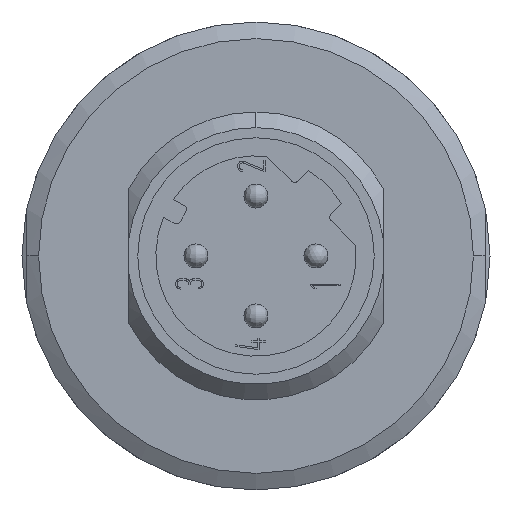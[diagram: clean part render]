
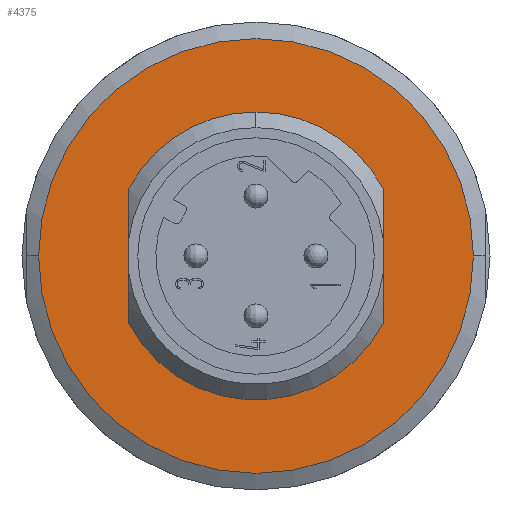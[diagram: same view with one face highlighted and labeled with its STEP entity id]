
A CAD part, front view. The second image highlights one B-rep face of the part: STEP entity #4375.
In plain terms, the highlighted planar face has unit normal (0, -1, 0).
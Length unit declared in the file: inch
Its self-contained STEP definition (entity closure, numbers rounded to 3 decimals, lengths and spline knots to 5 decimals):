
#30 = VERTEX_POINT ( 'NONE', #1003 ) ;
#60 = EDGE_CURVE ( 'NONE', #3387, #30, #407, .T. ) ;
#113 = ORIENTED_EDGE ( 'NONE', *, *, #4759, .F. ) ;
#137 = VERTEX_POINT ( 'NONE', #5285 ) ;
#204 = CIRCLE ( 'NONE', #3775, 0.23622 ) ;
#222 = EDGE_CURVE ( 'NONE', #30, #3505, #1951, .T. ) ;
#342 = CARTESIAN_POINT ( 'NONE',  ( -0.20866, 0.38583, -0.40699 ) ) ;
#370 = CARTESIAN_POINT ( 'NONE',  ( 0.00783, 0.38583, -0.40699 ) ) ;
#407 = CIRCLE ( 'NONE', #2156, 0.23622 ) ;
#644 = ORIENTED_EDGE ( 'NONE', *, *, #1923, .F. ) ;
#720 = VECTOR ( 'NONE', #5299, 39.37008 ) ;
#911 = CARTESIAN_POINT ( 'NONE',  ( 0., 0.38583, 0. ) ) ;
#946 = DIRECTION ( 'NONE',  ( 0., 1., 0. ) ) ;
#1003 = CARTESIAN_POINT ( 'NONE',  ( -0.20866, 0.38583, -0.11073 ) ) ;
#1089 = CARTESIAN_POINT ( 'NONE',  ( 0.20866, 0.38583, -0.40699 ) ) ;
#1177 = DIRECTION ( 'NONE',  ( 0., 0., -1. ) ) ;
#1332 = DIRECTION ( 'NONE',  ( 0., 0., 1. ) ) ;
#1386 = CARTESIAN_POINT ( 'NONE',  ( 0., 0.38583, 0.23622 ) ) ;
#1520 = AXIS2_PLACEMENT_3D ( 'NONE', #4330, #1857, #4757 ) ;
#1715 = VERTEX_POINT ( 'NONE', #1386 ) ;
#1857 = DIRECTION ( 'NONE',  ( 0., 1., 0. ) ) ;
#1923 = EDGE_CURVE ( 'NONE', #2873, #137, #2967, .T. ) ;
#1948 = CARTESIAN_POINT ( 'NONE',  ( 0., 0.38583, 0. ) ) ;
#1951 = LINE ( 'NONE', #342, #720 ) ;
#2026 = CARTESIAN_POINT ( 'NONE',  ( 0.20866, 0.38583, -0.11073 ) ) ;
#2036 = ORIENTED_EDGE ( 'NONE', *, *, #4577, .T. ) ;
#2068 = CARTESIAN_POINT ( 'NONE',  ( -0.35658, 0.38583, 0. ) ) ;
#2156 = AXIS2_PLACEMENT_3D ( 'NONE', #4748, #2263, #5168 ) ;
#2157 = VERTEX_POINT ( 'NONE', #4308 ) ;
#2263 = DIRECTION ( 'NONE',  ( 0., 1., 0. ) ) ;
#2266 = ORIENTED_EDGE ( 'NONE', *, *, #60, .T. ) ;
#2364 = DIRECTION ( 'NONE',  ( -1., 0., 0. ) ) ;
#2771 = FACE_OUTER_BOUND ( 'NONE', #4558, .T. ) ;
#2818 = PLANE ( 'NONE',  #4780 ) ;
#2873 = VERTEX_POINT ( 'NONE', #2068 ) ;
#2967 = CIRCLE ( 'NONE', #4482, 0.35658 ) ;
#3029 = FACE_BOUND ( 'NONE', #3875, .T. ) ;
#3037 = VECTOR ( 'NONE', #3986, 39.37008 ) ;
#3292 = CIRCLE ( 'NONE', #1520, 0.35658 ) ;
#3364 = CARTESIAN_POINT ( 'NONE',  ( -0.20866, 0.38583, 0.11073 ) ) ;
#3387 = VERTEX_POINT ( 'NONE', #2026 ) ;
#3427 = CARTESIAN_POINT ( 'NONE',  ( 0., 0.38583, 0. ) ) ;
#3505 = VERTEX_POINT ( 'NONE', #3364 ) ;
#3655 = DIRECTION ( 'NONE',  ( 0., -1., 0. ) ) ;
#3773 = EDGE_CURVE ( 'NONE', #2157, #3387, #5252, .T. ) ;
#3775 = AXIS2_PLACEMENT_3D ( 'NONE', #3427, #946, #3844 ) ;
#3803 = DIRECTION ( 'NONE',  ( 0., 1., 0. ) ) ;
#3829 = ORIENTED_EDGE ( 'NONE', *, *, #222, .T. ) ;
#3844 = DIRECTION ( 'NONE',  ( 0., 0., 1. ) ) ;
#3846 = AXIS2_PLACEMENT_3D ( 'NONE', #911, #3803, #1332 ) ;
#3875 = EDGE_LOOP ( 'NONE', ( #3829, #5330, #2036, #4098, #2266 ) ) ;
#3986 = DIRECTION ( 'NONE',  ( 0., 0., -1. ) ) ;
#4012 = EDGE_CURVE ( 'NONE', #3505, #1715, #204, .T. ) ;
#4098 = ORIENTED_EDGE ( 'NONE', *, *, #3773, .T. ) ;
#4308 = CARTESIAN_POINT ( 'NONE',  ( 0.20866, 0.38583, 0.11073 ) ) ;
#4330 = CARTESIAN_POINT ( 'NONE',  ( 0., 0.38583, 0. ) ) ;
#4375 = ADVANCED_FACE ( 'NONE', ( #3029, #2771 ), #2818, .T. ) ;
#4482 = AXIS2_PLACEMENT_3D ( 'NONE', #1948, #4839, #2364 ) ;
#4558 = EDGE_LOOP ( 'NONE', ( #644, #113 ) ) ;
#4577 = EDGE_CURVE ( 'NONE', #1715, #2157, #5178, .T. ) ;
#4748 = CARTESIAN_POINT ( 'NONE',  ( 0., 0.38583, 0. ) ) ;
#4757 = DIRECTION ( 'NONE',  ( -1., 0., 0. ) ) ;
#4759 = EDGE_CURVE ( 'NONE', #137, #2873, #3292, .T. ) ;
#4780 = AXIS2_PLACEMENT_3D ( 'NONE', #370, #3655, #1177 ) ;
#4839 = DIRECTION ( 'NONE',  ( 0., 1., 0. ) ) ;
#5168 = DIRECTION ( 'NONE',  ( 0., 0., 1. ) ) ;
#5178 = CIRCLE ( 'NONE', #3846, 0.23622 ) ;
#5252 = LINE ( 'NONE', #1089, #3037 ) ;
#5285 = CARTESIAN_POINT ( 'NONE',  ( 0.35658, 0.38583, 0. ) ) ;
#5299 = DIRECTION ( 'NONE',  ( 0., 0., 1. ) ) ;
#5330 = ORIENTED_EDGE ( 'NONE', *, *, #4012, .T. ) ;
